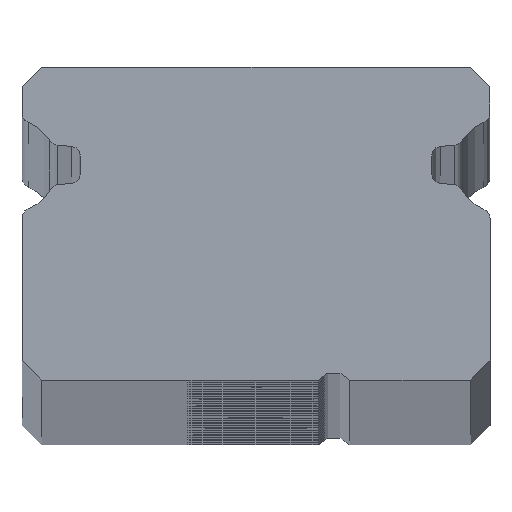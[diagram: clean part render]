
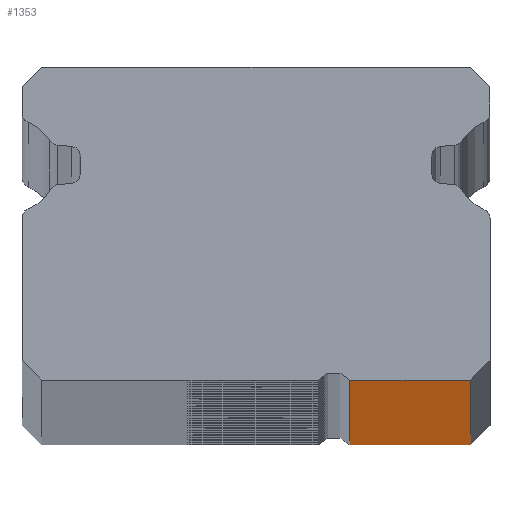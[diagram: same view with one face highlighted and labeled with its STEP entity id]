
A CAD part, top view. The second image highlights one B-rep face of the part: STEP entity #1353.
In plain terms, the highlighted planar face has unit normal (0, -1, 0).
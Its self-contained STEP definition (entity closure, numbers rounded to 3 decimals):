
#188 = DIRECTION ( 'NONE',  ( 0., 0., 1. ) ) ;
#416 = DIRECTION ( 'NONE',  ( 0., 0., -1. ) ) ;
#621 = CARTESIAN_POINT ( 'NONE',  ( 5.484, -5.5, 475. ) ) ;
#678 = CARTESIAN_POINT ( 'NONE',  ( 2.393, -5.5, -475. ) ) ;
#1000 = VERTEX_POINT ( 'NONE', #1310 ) ;
#1310 = CARTESIAN_POINT ( 'NONE',  ( 2.393, -5.5, 475. ) ) ;
#1353 = ADVANCED_FACE ( 'NONE', ( #5803 ), #2085, .F. ) ;
#1520 = LINE ( 'NONE', #7812, #5651 ) ;
#1843 = VERTEX_POINT ( 'NONE', #1893 ) ;
#1893 = CARTESIAN_POINT ( 'NONE',  ( 5.484, -5.5, 475. ) ) ;
#2077 = LINE ( 'NONE', #621, #5407 ) ;
#2085 = PLANE ( 'NONE',  #3378 ) ;
#2311 = CARTESIAN_POINT ( 'NONE',  ( 2.393, -5.5, -475. ) ) ;
#3192 = EDGE_CURVE ( 'NONE', #6542, #5126, #8073, .T. ) ;
#3378 = AXIS2_PLACEMENT_3D ( 'NONE', #4016, #6025, #188 ) ;
#3758 = LINE ( 'NONE', #4271, #4666 ) ;
#3855 = DIRECTION ( 'NONE',  ( 0., 0., -1. ) ) ;
#4016 = CARTESIAN_POINT ( 'NONE',  ( 2.393, -5.5, 475. ) ) ;
#4271 = CARTESIAN_POINT ( 'NONE',  ( 2.393, -5.5, 475. ) ) ;
#4323 = EDGE_CURVE ( 'NONE', #1000, #6542, #3758, .T. ) ;
#4514 = EDGE_LOOP ( 'NONE', ( #6725, #5089, #4875, #7775 ) ) ;
#4660 = EDGE_CURVE ( 'NONE', #1000, #1843, #1520, .T. ) ;
#4666 = VECTOR ( 'NONE', #416, 1000. ) ;
#4875 = ORIENTED_EDGE ( 'NONE', *, *, #4660, .F. ) ;
#5089 = ORIENTED_EDGE ( 'NONE', *, *, #5246, .F. ) ;
#5126 = VERTEX_POINT ( 'NONE', #7612 ) ;
#5172 = DIRECTION ( 'NONE',  ( 1., 0., 0. ) ) ;
#5246 = EDGE_CURVE ( 'NONE', #1843, #5126, #2077, .T. ) ;
#5407 = VECTOR ( 'NONE', #3855, 1000. ) ;
#5651 = VECTOR ( 'NONE', #7785, 1000. ) ;
#5803 = FACE_OUTER_BOUND ( 'NONE', #4514, .T. ) ;
#6025 = DIRECTION ( 'NONE',  ( 0., 1., 0. ) ) ;
#6376 = VECTOR ( 'NONE', #5172, 1000. ) ;
#6542 = VERTEX_POINT ( 'NONE', #2311 ) ;
#6725 = ORIENTED_EDGE ( 'NONE', *, *, #3192, .T. ) ;
#7612 = CARTESIAN_POINT ( 'NONE',  ( 5.484, -5.5, -475. ) ) ;
#7775 = ORIENTED_EDGE ( 'NONE', *, *, #4323, .T. ) ;
#7785 = DIRECTION ( 'NONE',  ( 1., 0., 0. ) ) ;
#7812 = CARTESIAN_POINT ( 'NONE',  ( 2.393, -5.5, 475. ) ) ;
#8073 = LINE ( 'NONE', #678, #6376 ) ;
